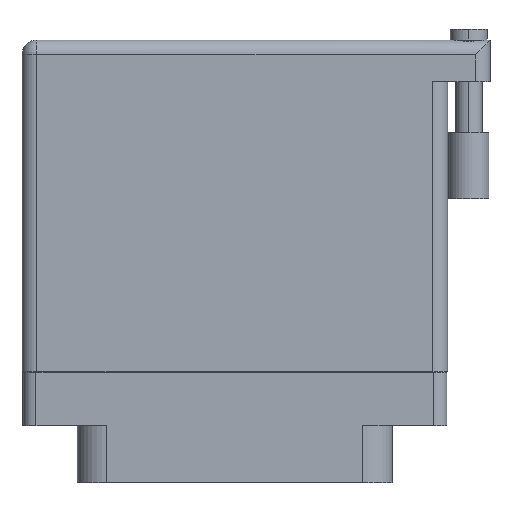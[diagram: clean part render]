
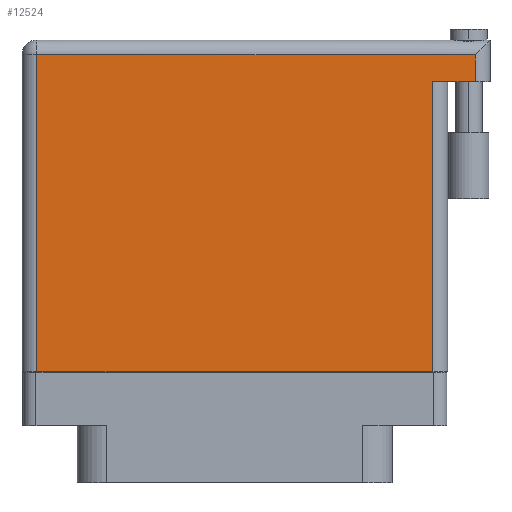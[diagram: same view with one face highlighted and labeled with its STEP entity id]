
A CAD part, front view. The second image highlights one B-rep face of the part: STEP entity #12524.
In plain terms, the highlighted face is planar.
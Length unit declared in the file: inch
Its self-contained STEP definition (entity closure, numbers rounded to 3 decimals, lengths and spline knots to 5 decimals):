
#3431 = FACE_OUTER_BOUND ( 'NONE', #13992, .T. ) ;
#5738 = VERTEX_POINT ( 'NONE', #30375 ) ;
#6077 = CARTESIAN_POINT ( 'NONE',  ( 0.934, 1.269, 0.4495 ) ) ;
#6185 = VECTOR ( 'NONE', #30609, 39.37008 ) ;
#6686 = ORIENTED_EDGE ( 'NONE', *, *, #20138, .F. ) ;
#6998 = LINE ( 'NONE', #26523, #33954 ) ;
#7496 = LINE ( 'NONE', #19080, #27266 ) ;
#8293 = DIRECTION ( 'NONE',  ( 0., 0., -1. ) ) ;
#8552 = LINE ( 'NONE', #10540, #6185 ) ;
#8757 = LINE ( 'NONE', #31187, #32648 ) ;
#8995 = VERTEX_POINT ( 'NONE', #35157 ) ;
#10540 = CARTESIAN_POINT ( 'NONE',  ( 1.204, 1.269, 0.4495 ) ) ;
#11311 = LINE ( 'NONE', #6077, #21511 ) ;
#11579 = AXIS2_PLACEMENT_3D ( 'NONE', #22053, #8293, #19351 ) ;
#12524 = ADVANCED_FACE ( 'NONE', ( #3431 ), #22424, .F. ) ;
#13992 = EDGE_LOOP ( 'NONE', ( #25657, #18949, #6686, #18077, #17952, #27309 ) ) ;
#15433 = EDGE_CURVE ( 'NONE', #17943, #30326, #11311, .T. ) ;
#15702 = EDGE_CURVE ( 'NONE', #32102, #5738, #7496, .T. ) ;
#16477 = CARTESIAN_POINT ( 'NONE',  ( -0.934, -0.1, 0.4495 ) ) ;
#17115 = DIRECTION ( 'NONE',  ( 0., 1., 0. ) ) ;
#17943 = VERTEX_POINT ( 'NONE', #25471 ) ;
#17952 = ORIENTED_EDGE ( 'NONE', *, *, #33700, .T. ) ;
#18077 = ORIENTED_EDGE ( 'NONE', *, *, #15702, .T. ) ;
#18559 = EDGE_CURVE ( 'NONE', #29463, #17943, #8757, .T. ) ;
#18853 = DIRECTION ( 'NONE',  ( 0., -1., 0. ) ) ;
#18949 = ORIENTED_EDGE ( 'NONE', *, *, #15433, .T. ) ;
#19080 = CARTESIAN_POINT ( 'NONE',  ( 1.134, 1.466, 0.4495 ) ) ;
#19351 = DIRECTION ( 'NONE',  ( -1., 0., 0. ) ) ;
#19825 = DIRECTION ( 'NONE',  ( 1., 0., 0. ) ) ;
#20138 = EDGE_CURVE ( 'NONE', #32102, #30326, #8552, .T. ) ;
#20555 = EDGE_CURVE ( 'NONE', #8995, #29463, #24627, .T. ) ;
#21511 = VECTOR ( 'NONE', #17115, 39.37008 ) ;
#22053 = CARTESIAN_POINT ( 'NONE',  ( -1.004, 1.466, 0.4495 ) ) ;
#22424 = PLANE ( 'NONE',  #11579 ) ;
#24627 = LINE ( 'NONE', #16477, #26902 ) ;
#25471 = CARTESIAN_POINT ( 'NONE',  ( 0.934, -0.1, 0.4495 ) ) ;
#25657 = ORIENTED_EDGE ( 'NONE', *, *, #18559, .T. ) ;
#26523 = CARTESIAN_POINT ( 'NONE',  ( -1.004, 1.396, 0.4495 ) ) ;
#26772 = CARTESIAN_POINT ( 'NONE',  ( -0.934, -0.1, 0.4495 ) ) ;
#26902 = VECTOR ( 'NONE', #18853, 39.37008 ) ;
#27266 = VECTOR ( 'NONE', #35189, 39.37008 ) ;
#27309 = ORIENTED_EDGE ( 'NONE', *, *, #20555, .T. ) ;
#29463 = VERTEX_POINT ( 'NONE', #26772 ) ;
#30326 = VERTEX_POINT ( 'NONE', #35518 ) ;
#30375 = CARTESIAN_POINT ( 'NONE',  ( 1.134, 1.396, 0.4495 ) ) ;
#30609 = DIRECTION ( 'NONE',  ( -1., 0., 0. ) ) ;
#30633 = CARTESIAN_POINT ( 'NONE',  ( 1.134, 1.269, 0.4495 ) ) ;
#31187 = CARTESIAN_POINT ( 'NONE',  ( -1.004, -0.1, 0.4495 ) ) ;
#32102 = VERTEX_POINT ( 'NONE', #30633 ) ;
#32319 = DIRECTION ( 'NONE',  ( -1., 0., 0. ) ) ;
#32648 = VECTOR ( 'NONE', #19825, 39.37008 ) ;
#33700 = EDGE_CURVE ( 'NONE', #5738, #8995, #6998, .T. ) ;
#33954 = VECTOR ( 'NONE', #32319, 39.37008 ) ;
#35157 = CARTESIAN_POINT ( 'NONE',  ( -0.934, 1.396, 0.4495 ) ) ;
#35189 = DIRECTION ( 'NONE',  ( 0., 1., 0. ) ) ;
#35518 = CARTESIAN_POINT ( 'NONE',  ( 0.934, 1.269, 0.4495 ) ) ;
